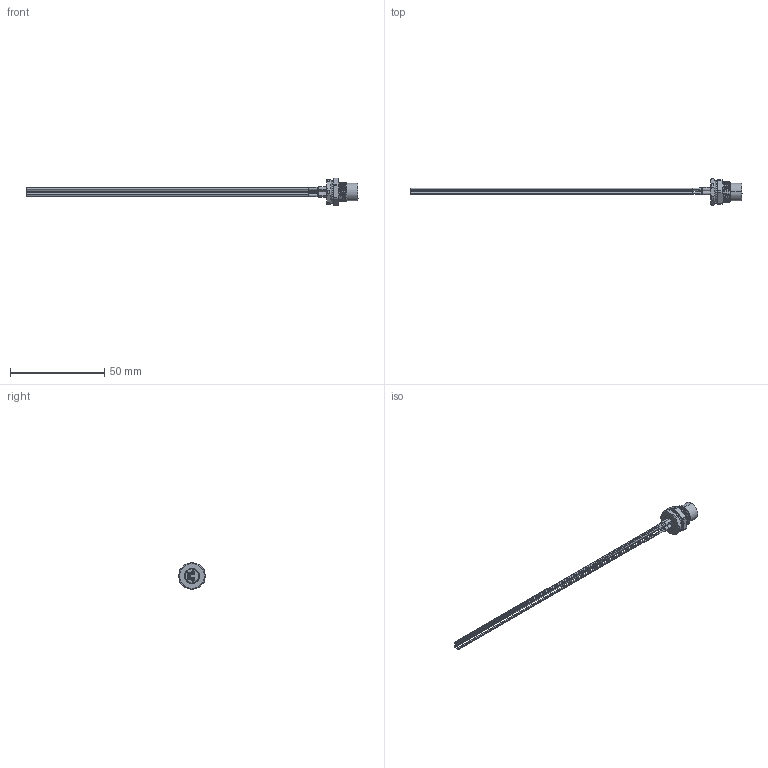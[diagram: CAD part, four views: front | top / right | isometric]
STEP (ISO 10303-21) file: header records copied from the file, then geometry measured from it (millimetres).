
FILE_DESCRIPTION (( 'STEP AP203' ), '1' );
FILE_NAME ('10-05256_revA.STEP', '2023-04-03T23:54:23', ( '' ), ( '' ), 'SwSTEP 2.0', 'SolidWorks 2021', '' );
FILE_SCHEMA (( 'CONFIG_CONTROL_DESIGN' ));
Length unit declared in the file: millimetre
Products named in the file (11): 54-00293-04___; 30-01763_blunt cut; 54-00293-05___; 54-00293; 54-00293-01___; 10-05256_revA; 54-00293-02___; 54-00293-06___; 30-01766_blunt cut; Heat shrink; 54-00293-03___
Assembly tree (18 placements, depth 3):
  10-05256_revA
    54-00293
      54-00293-01___
      54-00293-02___
      54-00293-03___  x4
      54-00293-04___
      54-00293-05___
      54-00293-06___
    Heat shrink  x4
    30-01766_blunt cut  x2
    30-01763_blunt cut  x2
Bounding box: 176.2 x 13.98 x 14.5 mm (x, y, z)
Volume: 2178.1 mm3; surface area: 17474.7 mm2
Topology: 177 solids, 177 shells, 1396 faces, 2965 edges, 1922 vertices
Faces by surface type: cylinder 830, plane 434, cone 54, bspline 52, torus 26
Entity records: 33633 total; most frequent: CARTESIAN_POINT 14930, DIRECTION 3776, ORIENTED_EDGE 3402, EDGE_CURVE 1701, AXIS2_PLACEMENT_3D 1615, VERTEX_POINT 1100, EDGE_LOOP 973, CIRCLE 845
